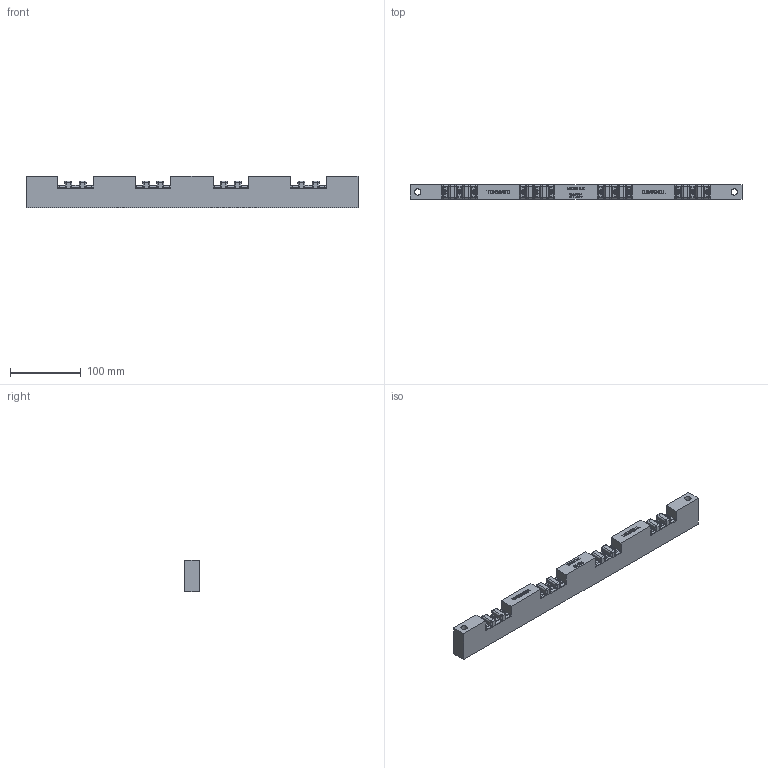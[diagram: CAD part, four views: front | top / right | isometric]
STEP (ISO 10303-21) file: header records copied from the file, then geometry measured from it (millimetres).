
FILE_DESCRIPTION(/* description */ (''),/* implementation_level */ '2;1');
FILE_NAME(/* name */ '31104-3.step',/* time_stamp */ '2023-01-12T16:18:47Z',/* author */ (''),/* organization */ (''),/* preprocessor_version */ 'ST-DEVELOPER v19.2',/* originating_system */ 'Autodesk Translation Framework v11.17.0.187',/* authorisation */ '');
FILE_SCHEMA (('AUTOMOTIVE_DESIGN { 1 0 10303 214 3 1 1 }'));
Length unit declared in the file: millimetre
Products named in the file (3): Web drawing; 31104; Insert 3 Bar
Assembly tree (5 placements, depth 2):
  Web drawing
    31104
    Insert 3 Bar  x4
Bounding box: 470 x 20 x 45 mm (x, y, z)
Volume: 369567.7 mm3; surface area: 76011.1 mm2
Topology: 5 solids, 5 shells, 2452 faces, 6341 edges, 4014 vertices
Faces by surface type: plane 1220, bspline 726, cylinder 322, sphere 96, torus 64, cone 24
Full cylindrical faces by diameter (mm): 9 x2
Entity records: 31274 total; most frequent: CARTESIAN_POINT 9076, ORIENTED_EDGE 5070, DIRECTION 3619, EDGE_CURVE 2535, LINE 1775, VECTOR 1775, VERTEX_POINT 1638, EDGE_LOOP 1037
